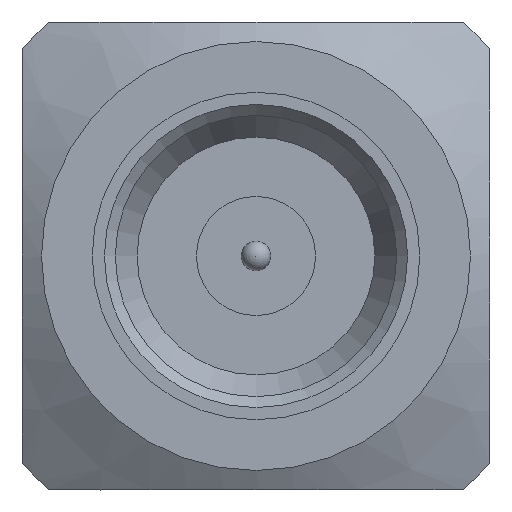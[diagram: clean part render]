
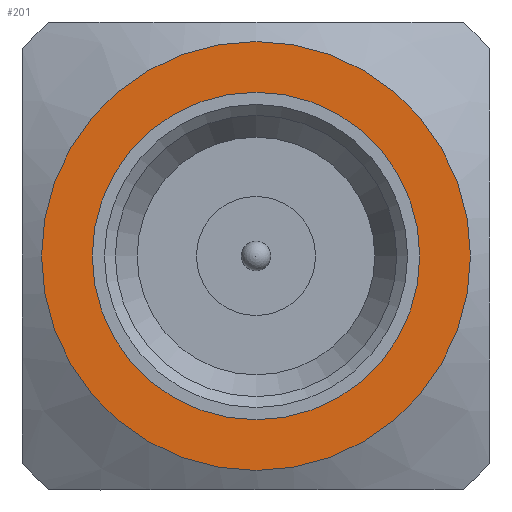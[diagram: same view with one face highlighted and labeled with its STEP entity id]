
A CAD part, left-side view. The second image highlights one B-rep face of the part: STEP entity #201.
In plain terms, the highlighted planar face has unit normal (-1, 0, 0).
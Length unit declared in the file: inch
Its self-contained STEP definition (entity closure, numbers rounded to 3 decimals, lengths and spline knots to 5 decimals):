
#201 = ADVANCED_FACE ( 'NONE', ( #1404, #1290 ), #503, .F. ) ;
#277 = AXIS2_PLACEMENT_3D ( 'NONE', #512, #1388, #969 ) ;
#278 = VERTEX_POINT ( 'NONE', #749 ) ;
#301 = DIRECTION ( 'NONE',  ( -1., 0., 0. ) ) ;
#401 = AXIS2_PLACEMENT_3D ( 'NONE', #1306, #639, #408 ) ;
#408 = DIRECTION ( 'NONE',  ( 0., 1., 0. ) ) ;
#435 = DIRECTION ( 'NONE',  ( 0., 0., 1. ) ) ;
#477 = CIRCLE ( 'NONE', #1324, 0.10825 ) ;
#503 = PLANE ( 'NONE',  #401 ) ;
#512 = CARTESIAN_POINT ( 'NONE',  ( 0.09646, 0., 0. ) ) ;
#529 = CARTESIAN_POINT ( 'NONE',  ( 0.09646, 0., 0.08268 ) ) ;
#632 = ORIENTED_EDGE ( 'NONE', *, *, #957, .F. ) ;
#639 = DIRECTION ( 'NONE',  ( 1., 0., 0. ) ) ;
#648 = EDGE_LOOP ( 'NONE', ( #632 ) ) ;
#729 = EDGE_LOOP ( 'NONE', ( #1377 ) ) ;
#749 = CARTESIAN_POINT ( 'NONE',  ( 0.09646, 0., 0.10825 ) ) ;
#957 = EDGE_CURVE ( 'NONE', #1170, #1170, #1360, .T. ) ;
#969 = DIRECTION ( 'NONE',  ( 0., 0., 1. ) ) ;
#1016 = EDGE_CURVE ( 'NONE', #278, #278, #477, .T. ) ;
#1170 = VERTEX_POINT ( 'NONE', #529 ) ;
#1215 = CARTESIAN_POINT ( 'NONE',  ( 0.09646, 0., 0. ) ) ;
#1290 = FACE_OUTER_BOUND ( 'NONE', #729, .T. ) ;
#1306 = CARTESIAN_POINT ( 'NONE',  ( 0.09646, 0., 0. ) ) ;
#1324 = AXIS2_PLACEMENT_3D ( 'NONE', #1215, #301, #435 ) ;
#1360 = CIRCLE ( 'NONE', #277, 0.08268 ) ;
#1377 = ORIENTED_EDGE ( 'NONE', *, *, #1016, .T. ) ;
#1388 = DIRECTION ( 'NONE',  ( -1., 0., 0. ) ) ;
#1404 = FACE_BOUND ( 'NONE', #648, .T. ) ;
